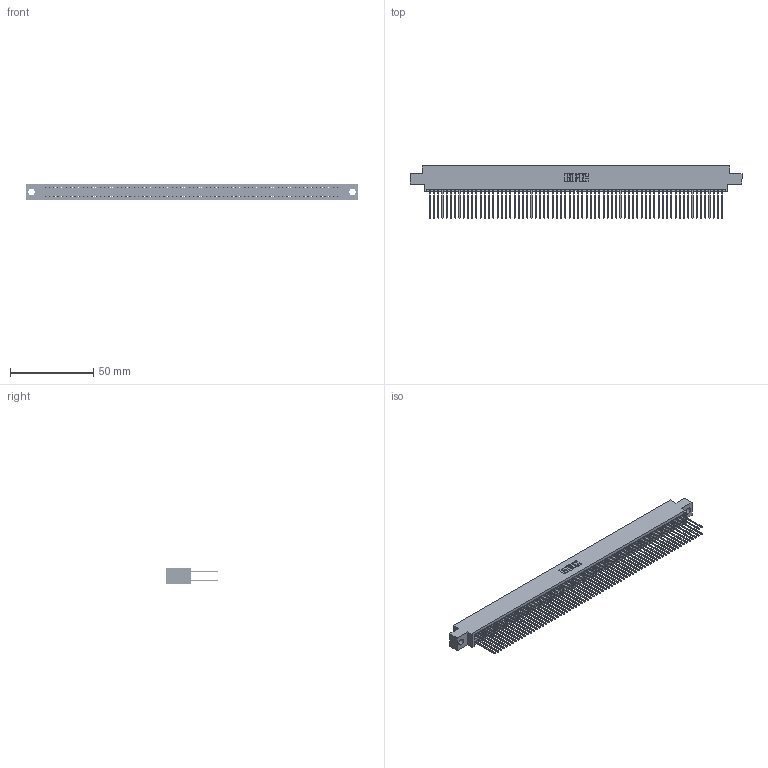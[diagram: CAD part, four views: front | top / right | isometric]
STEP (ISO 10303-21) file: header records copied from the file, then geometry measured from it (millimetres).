
FILE_DESCRIPTION (( 'STEP AP203' ), '1' );
FILE_NAME ('395-140-542-804.STEP', '2021-06-18T04:35:23', ( '' ), ( '' ), 'SwSTEP 2.0', 'SolidWorks 2020', '' );
FILE_SCHEMA (( 'CONFIG_CONTROL_DESIGN' ));
Length unit declared in the file: inch
Products named in the file (3): 395-140-542-804; 345 Part_0.170 Offset - 0.156 Dia-TI; 345-292-001_345-293-142
Assembly tree (141 placements, depth 2):
  395-140-542-804
    345 Part_0.170 Offset - 0.156 Dia-TI
    345-292-001_345-293-142  x140
Bounding box: 199.01 x 31.29 x 9.4 mm (x, y, z)
Volume: 20025.1 mm3; surface area: 33187.8 mm2
Topology: 141 solids, 141 shells, 7144 faces, 21249 edges, 13978 vertices
Faces by surface type: plane 4718, cylinder 2426
Entity records: 51723 total; most frequent: CARTESIAN_POINT 8650, ORIENTED_EDGE 8582, DIRECTION 7591, EDGE_CURVE 4291, VECTOR 3879, LINE 3879, VERTEX_POINT 2858, AXIS2_PLACEMENT_3D 1856
